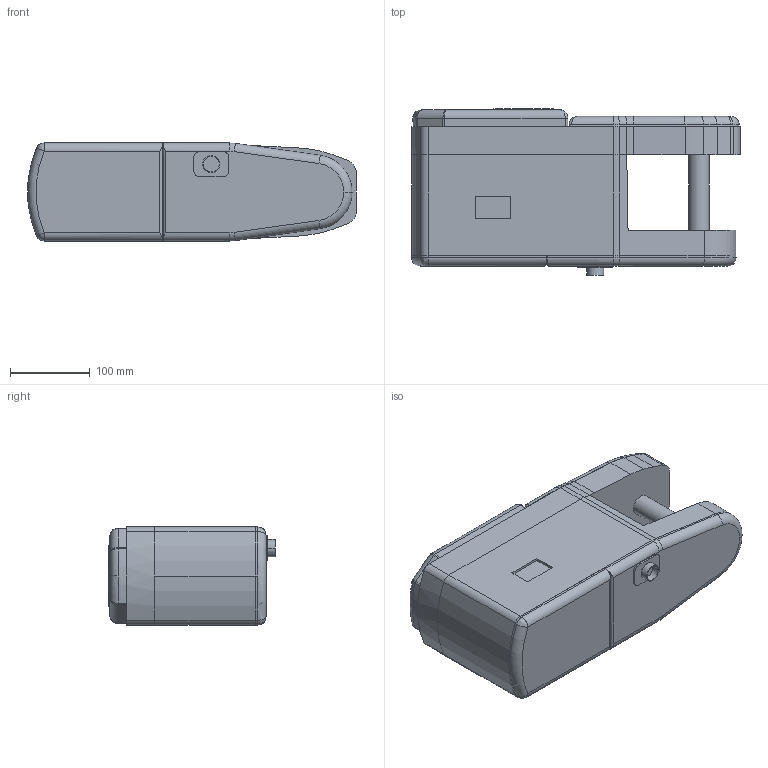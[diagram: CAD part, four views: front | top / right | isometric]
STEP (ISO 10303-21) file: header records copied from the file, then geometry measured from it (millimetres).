
FILE_DESCRIPTION (( 'STEP AP203' ), '1' );
FILE_NAME ('3_Lower arm_Default_sldprt.STEP', '2022-12-29T08:18:21', ( '' ), ( '' ), 'SwSTEP 2.0', 'SolidWorks 2021', '' );
FILE_SCHEMA (( 'CONFIG_CONTROL_DESIGN' ));
Length unit declared in the file: millimetre
Products named in the file (1): 3_Lower arm_Default_sldprt
Bounding box: 412.44 x 208.6 x 123.01 mm (x, y, z)
Volume: 7573264.3 mm3; surface area: 293923.6 mm2
Topology: 1 solids, 3 shells, 178 faces, 441 edges, 269 vertices
Faces by surface type: cylinder 86, plane 66, torus 16, bspline 10
Entity records: 16178 total; most frequent: CARTESIAN_POINT 11965, DIRECTION 863, ORIENTED_EDGE 862, EDGE_CURVE 431, AXIS2_PLACEMENT_3D 313, VERTEX_POINT 269, LINE 237, VECTOR 237
